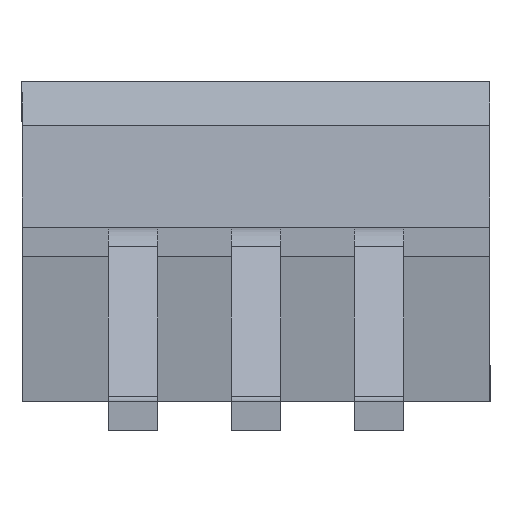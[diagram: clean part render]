
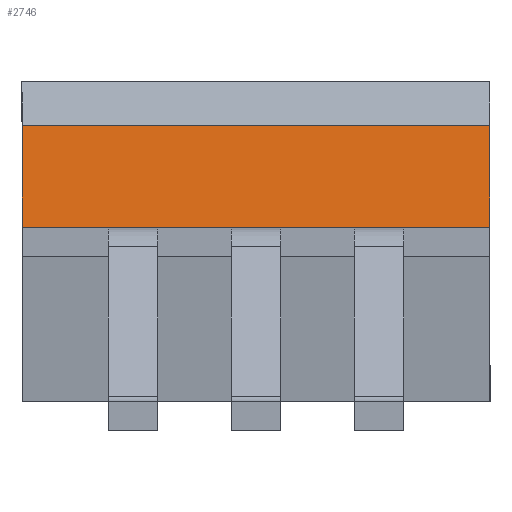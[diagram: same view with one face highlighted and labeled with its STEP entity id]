
A CAD part, left-side view. The second image highlights one B-rep face of the part: STEP entity #2746.
In plain terms, the highlighted planar face has unit normal (-0.993, 0, 0.122).
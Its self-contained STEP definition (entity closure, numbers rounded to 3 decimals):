
#2690=CARTESIAN_POINT('',(-3.338,2.417,3.15));
#2691=VERTEX_POINT('',#2690);
#2698=CARTESIAN_POINT('',(-3.338,-2.417,3.15));
#2699=VERTEX_POINT('',#2698);
#2700=CARTESIAN_POINT('',(-3.338,-2.417,3.15));
#2701=DIRECTION('',(0.0,1.0,0.0));
#2702=VECTOR('',#2701,4.834);
#2703=LINE('',#2700,#2702);
#2704=EDGE_CURVE('',#2699,#2691,#2703,.T.);
#2716=CARTESIAN_POINT('',(-3.338,-2.417,3.15));
#2717=DIRECTION('',(-0.993,0.,0.122));
#2718=DIRECTION('',(0.122,0.0,0.993));
#2719=AXIS2_PLACEMENT_3D('',#2716,#2717,#2718);
#2720=PLANE('',#2719);
#2721=CARTESIAN_POINT('',(-3.467,2.417,2.097));
#2722=VERTEX_POINT('',#2721);
#2723=CARTESIAN_POINT('',(-3.338,2.417,3.15));
#2724=DIRECTION('',(-0.122,0.,-0.993));
#2725=VECTOR('',#2724,1.061);
#2726=LINE('',#2723,#2725);
#2727=EDGE_CURVE('',#2691,#2722,#2726,.T.);
#2728=ORIENTED_EDGE('',*,*,#2727,.T.);
#2729=CARTESIAN_POINT('',(-3.467,-2.417,2.097));
#2730=VERTEX_POINT('',#2729);
#2731=CARTESIAN_POINT('',(-3.467,-2.417,2.097));
#2732=DIRECTION('',(0.0,1.0,0.0));
#2733=VECTOR('',#2732,4.834);
#2734=LINE('',#2731,#2733);
#2735=EDGE_CURVE('',#2730,#2722,#2734,.T.);
#2736=ORIENTED_EDGE('',*,*,#2735,.F.);
#2737=CARTESIAN_POINT('',(-3.467,-2.417,2.097));
#2738=DIRECTION('',(0.122,0.,0.993));
#2739=VECTOR('',#2738,1.061);
#2740=LINE('',#2737,#2739);
#2741=EDGE_CURVE('',#2730,#2699,#2740,.T.);
#2742=ORIENTED_EDGE('',*,*,#2741,.T.);
#2743=ORIENTED_EDGE('',*,*,#2704,.T.);
#2744=EDGE_LOOP('',(#2728,#2736,#2742,#2743));
#2745=FACE_OUTER_BOUND('',#2744,.T.);
#2746=ADVANCED_FACE('',(#2745),#2720,.T.);
